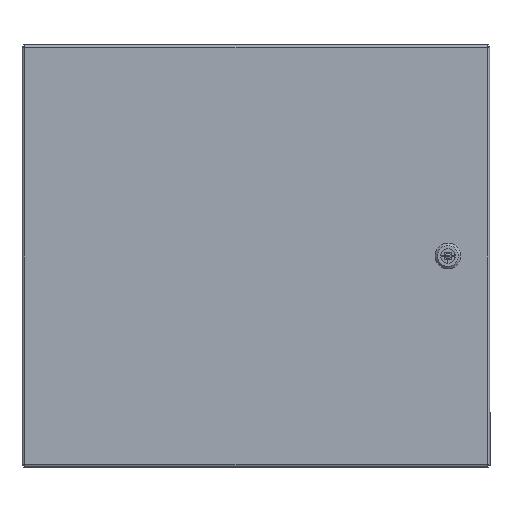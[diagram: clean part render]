
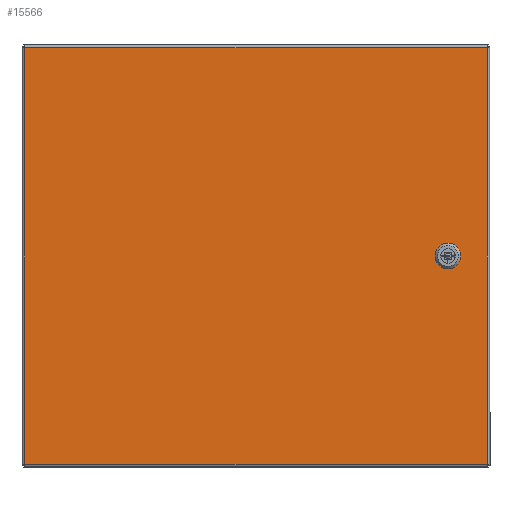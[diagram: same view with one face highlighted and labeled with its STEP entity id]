
A CAD part, front view. The second image highlights one B-rep face of the part: STEP entity #15566.
In plain terms, the highlighted planar face has unit normal (0, -1, 0).
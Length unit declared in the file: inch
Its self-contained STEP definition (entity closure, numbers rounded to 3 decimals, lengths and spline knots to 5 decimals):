
#298 = VECTOR ( 'NONE', #17850, 39.37008 ) ;
#415 = CARTESIAN_POINT ( 'NONE',  ( 8.6545, -1.797, -9.326 ) ) ;
#737 = DIRECTION ( 'NONE',  ( 1., 0., 0. ) ) ;
#776 = LINE ( 'NONE', #20298, #2998 ) ;
#1194 = VECTOR ( 'NONE', #5551, 39.37008 ) ;
#1221 = CARTESIAN_POINT ( 'NONE',  ( 8.49, -1.797, -8.6995 ) ) ;
#1262 = AXIS2_PLACEMENT_3D ( 'NONE', #3630, #15248, #6842 ) ;
#1663 = ORIENTED_EDGE ( 'NONE', *, *, #11606, .T. ) ;
#1787 = EDGE_CURVE ( 'NONE', #9972, #17236, #9234, .T. ) ;
#1863 = ORIENTED_EDGE ( 'NONE', *, *, #2605, .T. ) ;
#1931 = CARTESIAN_POINT ( 'NONE',  ( 9.947, -1.797, -0.1235 ) ) ;
#2064 = VERTEX_POINT ( 'NONE', #5852 ) ;
#2545 = VERTEX_POINT ( 'NONE', #11977 ) ;
#2605 = EDGE_CURVE ( 'NONE', #17236, #2545, #776, .T. ) ;
#2863 = CARTESIAN_POINT ( 'NONE',  ( 8.49, -1.797, -8.6995 ) ) ;
#2998 = VECTOR ( 'NONE', #20081, 39.37008 ) ;
#3630 = CARTESIAN_POINT ( 'NONE',  ( -9.946, -1.797, -18.0665 ) ) ;
#3771 = VERTEX_POINT ( 'NONE', #21080 ) ;
#3801 = ORIENTED_EDGE ( 'NONE', *, *, #4508, .T. ) ;
#3999 = DIRECTION ( 'NONE',  ( -1., 0., 0. ) ) ;
#4074 = EDGE_CURVE ( 'NONE', #10309, #6808, #11561, .T. ) ;
#4156 = CARTESIAN_POINT ( 'NONE',  ( -9.946, -1.797, -18.0665 ) ) ;
#4312 = ORIENTED_EDGE ( 'NONE', *, *, #15891, .T. ) ;
#4508 = EDGE_CURVE ( 'NONE', #3771, #9343, #15243, .T. ) ;
#4521 = VECTOR ( 'NONE', #20749, 39.37008 ) ;
#4645 = VERTEX_POINT ( 'NONE', #20468 ) ;
#5128 = DIRECTION ( 'NONE',  ( -0.707, 0., -0.707 ) ) ;
#5275 = DIRECTION ( 'NONE',  ( 0., 0., 1. ) ) ;
#5287 = LINE ( 'NONE', #16696, #20619 ) ;
#5551 = DIRECTION ( 'NONE',  ( 0., 0., -1. ) ) ;
#5852 = CARTESIAN_POINT ( 'NONE',  ( 8.028, -1.797, -9.4905 ) ) ;
#6213 = VECTOR ( 'NONE', #12474, 39.37008 ) ;
#6271 = CARTESIAN_POINT ( 'NONE',  ( 8.028, -1.797, -8.6995 ) ) ;
#6658 = CARTESIAN_POINT ( 'NONE',  ( -9.946, -1.797, -0.1235 ) ) ;
#6808 = VERTEX_POINT ( 'NONE', #16927 ) ;
#6842 = DIRECTION ( 'NONE',  ( 0., 0., -1. ) ) ;
#6946 = FACE_BOUND ( 'NONE', #15129, .T. ) ;
#7160 = ORIENTED_EDGE ( 'NONE', *, *, #8741, .T. ) ;
#7212 = VECTOR ( 'NONE', #20057, 39.37008 ) ;
#7354 = ORIENTED_EDGE ( 'NONE', *, *, #8742, .T. ) ;
#7395 = CARTESIAN_POINT ( 'NONE',  ( 8.49, -1.797, -9.4905 ) ) ;
#7437 = VECTOR ( 'NONE', #5128, 39.37008 ) ;
#7747 = CARTESIAN_POINT ( 'NONE',  ( 7.8635, -1.797, -8.864 ) ) ;
#8741 = EDGE_CURVE ( 'NONE', #4645, #8788, #9072, .T. ) ;
#8742 = EDGE_CURVE ( 'NONE', #6808, #4645, #17170, .T. ) ;
#8788 = VERTEX_POINT ( 'NONE', #16959 ) ;
#8810 = ORIENTED_EDGE ( 'NONE', *, *, #4074, .T. ) ;
#8927 = ORIENTED_EDGE ( 'NONE', *, *, #10598, .T. ) ;
#8935 = EDGE_CURVE ( 'NONE', #9343, #2064, #5287, .T. ) ;
#9072 = LINE ( 'NONE', #4156, #19587 ) ;
#9234 = LINE ( 'NONE', #1221, #19180 ) ;
#9343 = VERTEX_POINT ( 'NONE', #7395 ) ;
#9972 = VERTEX_POINT ( 'NONE', #6271 ) ;
#9975 = VERTEX_POINT ( 'NONE', #19589 ) ;
#10309 = VERTEX_POINT ( 'NONE', #1931 ) ;
#10598 = EDGE_CURVE ( 'NONE', #16640, #9972, #18567, .T. ) ;
#11090 = EDGE_CURVE ( 'NONE', #2064, #9975, #14059, .T. ) ;
#11262 = ORIENTED_EDGE ( 'NONE', *, *, #1787, .T. ) ;
#11561 = LINE ( 'NONE', #6658, #298 ) ;
#11606 = EDGE_CURVE ( 'NONE', #9975, #16640, #17445, .T. ) ;
#11676 = EDGE_CURVE ( 'NONE', #8788, #10309, #13379, .T. ) ;
#11977 = CARTESIAN_POINT ( 'NONE',  ( 8.6545, -1.797, -8.864 ) ) ;
#12062 = CARTESIAN_POINT ( 'NONE',  ( 8.028, -1.797, -8.6995 ) ) ;
#12474 = DIRECTION ( 'NONE',  ( -0.707, 0., 0.707 ) ) ;
#12679 = CARTESIAN_POINT ( 'NONE',  ( 7.8635, -1.797, -9.326 ) ) ;
#12712 = ORIENTED_EDGE ( 'NONE', *, *, #11090, .T. ) ;
#13379 = LINE ( 'NONE', #18174, #17458 ) ;
#14059 = LINE ( 'NONE', #12679, #6213 ) ;
#15013 = LINE ( 'NONE', #18534, #17611 ) ;
#15129 = EDGE_LOOP ( 'NONE', ( #1663, #8927, #11262, #1863, #4312, #3801, #15479, #12712 ) ) ;
#15243 = LINE ( 'NONE', #415, #7437 ) ;
#15248 = DIRECTION ( 'NONE',  ( 0., -1., 0. ) ) ;
#15479 = ORIENTED_EDGE ( 'NONE', *, *, #8935, .T. ) ;
#15566 = ADVANCED_FACE ( 'NONE', ( #18448, #6946 ), #18346, .T. ) ;
#15891 = EDGE_CURVE ( 'NONE', #2545, #3771, #15013, .T. ) ;
#16640 = VERTEX_POINT ( 'NONE', #19840 ) ;
#16696 = CARTESIAN_POINT ( 'NONE',  ( 8.028, -1.797, -9.4905 ) ) ;
#16725 = DIRECTION ( 'NONE',  ( 0., 0., -1. ) ) ;
#16927 = CARTESIAN_POINT ( 'NONE',  ( -9.946, -1.797, -0.1235 ) ) ;
#16959 = CARTESIAN_POINT ( 'NONE',  ( 9.947, -1.797, -18.0665 ) ) ;
#17170 = LINE ( 'NONE', #18980, #1194 ) ;
#17236 = VERTEX_POINT ( 'NONE', #2863 ) ;
#17445 = LINE ( 'NONE', #7747, #4521 ) ;
#17458 = VECTOR ( 'NONE', #5275, 39.37008 ) ;
#17611 = VECTOR ( 'NONE', #16725, 39.37008 ) ;
#17850 = DIRECTION ( 'NONE',  ( -1., 0., 0. ) ) ;
#18174 = CARTESIAN_POINT ( 'NONE',  ( 9.947, -1.797, -18.0665 ) ) ;
#18346 = PLANE ( 'NONE',  #1262 ) ;
#18448 = FACE_OUTER_BOUND ( 'NONE', #20505, .T. ) ;
#18534 = CARTESIAN_POINT ( 'NONE',  ( 8.6545, -1.797, -9.326 ) ) ;
#18567 = LINE ( 'NONE', #12062, #7212 ) ;
#18738 = ORIENTED_EDGE ( 'NONE', *, *, #11676, .T. ) ;
#18980 = CARTESIAN_POINT ( 'NONE',  ( -9.946, -1.797, -18.0665 ) ) ;
#19180 = VECTOR ( 'NONE', #19531, 39.37008 ) ;
#19531 = DIRECTION ( 'NONE',  ( 1., 0., 0. ) ) ;
#19587 = VECTOR ( 'NONE', #737, 39.37008 ) ;
#19589 = CARTESIAN_POINT ( 'NONE',  ( 7.8635, -1.797, -9.326 ) ) ;
#19840 = CARTESIAN_POINT ( 'NONE',  ( 7.8635, -1.797, -8.864 ) ) ;
#20057 = DIRECTION ( 'NONE',  ( 0.707, 0., 0.707 ) ) ;
#20081 = DIRECTION ( 'NONE',  ( 0.707, 0., -0.707 ) ) ;
#20298 = CARTESIAN_POINT ( 'NONE',  ( 8.49, -1.797, -8.6995 ) ) ;
#20468 = CARTESIAN_POINT ( 'NONE',  ( -9.946, -1.797, -18.0665 ) ) ;
#20505 = EDGE_LOOP ( 'NONE', ( #18738, #8810, #7354, #7160 ) ) ;
#20619 = VECTOR ( 'NONE', #3999, 39.37008 ) ;
#20749 = DIRECTION ( 'NONE',  ( 0., 0., 1. ) ) ;
#21080 = CARTESIAN_POINT ( 'NONE',  ( 8.6545, -1.797, -9.326 ) ) ;
